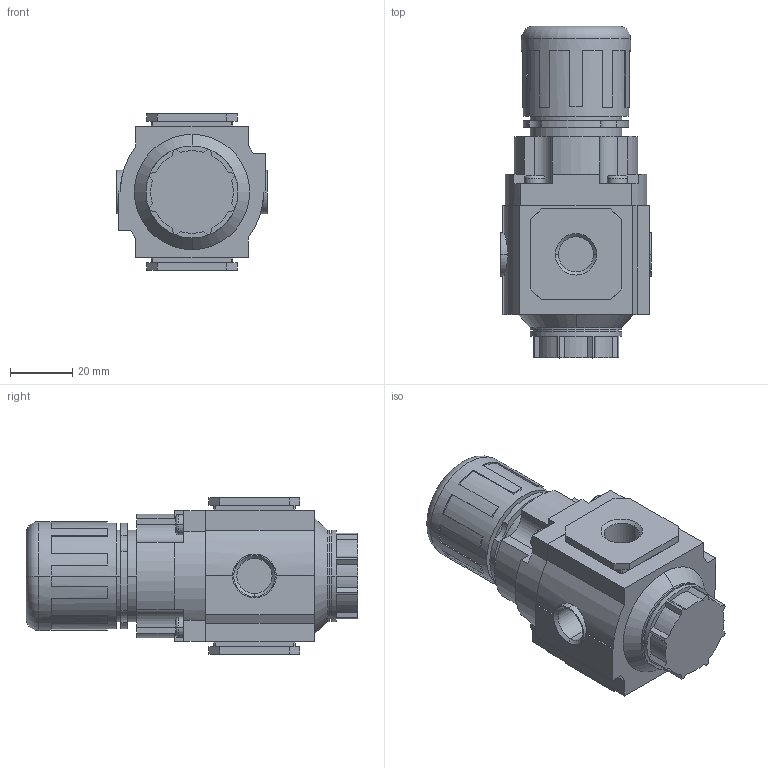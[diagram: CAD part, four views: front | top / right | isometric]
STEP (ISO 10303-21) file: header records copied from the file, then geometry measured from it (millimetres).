
FILE_DESCRIPTION (( 'STEP AP214' ), '1' );
FILE_NAME ('Norgren-R72M-2AK-RMN.step', '2019-03-05T16:01:10', ( '' ), ( '' ), 'SwSTEP 2.0', 'SolidWorks 2019', '' );
FILE_SCHEMA (( 'AUTOMOTIVE_DESIGN' ));
Length unit declared in the file: millimetre
Products named in the file (3): Norgren-R72M-2AK-RMN_R72M_ss_01_K; Norgren-R72M-2AK-RMN_R72M_ss_55_1-4; Norgren-R72M-2AK-RMN
Assembly tree (2 placements, depth 2):
  Norgren-R72M-2AK-RMN
    Norgren-R72M-2AK-RMN_R72M_ss_55_1-4
    Norgren-R72M-2AK-RMN_R72M_ss_01_K
Bounding box: 48.4 x 106.5 x 50.25 mm (x, y, z)
Volume: 134648.9 mm3; surface area: 24996.1 mm2
Topology: 2 solids, 2 shells, 245 faces, 653 edges, 430 vertices
Faces by surface type: plane 158, cylinder 69, torus 10, cone 6, bspline 2
Entity records: 9869 total; most frequent: CARTESIAN_POINT 1439, DIRECTION 1373, ORIENTED_EDGE 1306, EDGE_CURVE 653, AXIS2_PLACEMENT_3D 476, VERTEX_POINT 430, VECTOR 421, LINE 421
